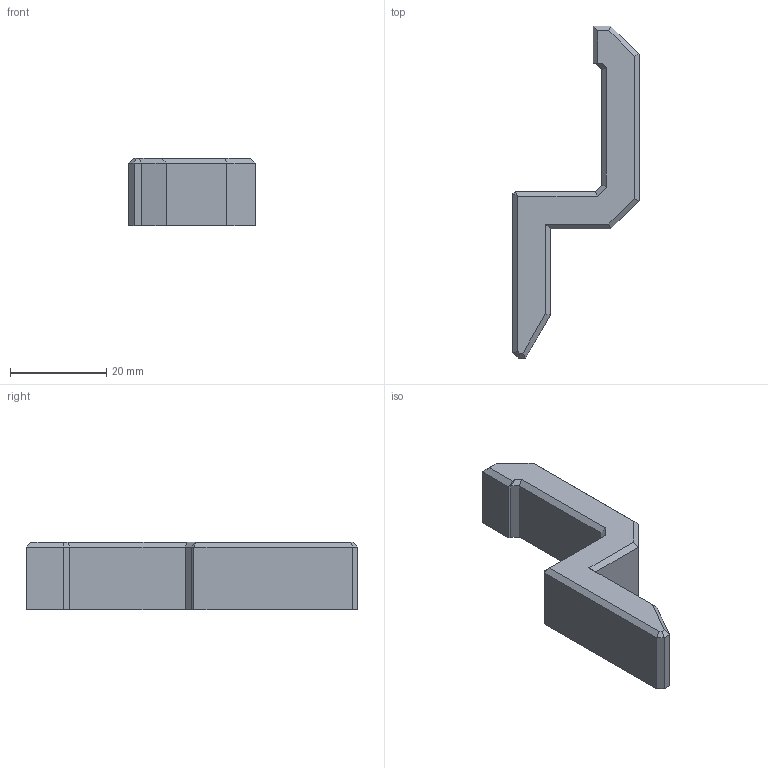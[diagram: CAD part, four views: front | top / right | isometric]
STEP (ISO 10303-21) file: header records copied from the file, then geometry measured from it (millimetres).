
FILE_DESCRIPTION(/* description */ ('KiCad electronic assembly','CAx-IF Rec.Pracs.---Representation and Presentation of Product Manufacturing Information (PMI)---4.0---2014-10-13'),/* implementation_level */ '2;1');
FILE_NAME(/* name */ 'MCU_cover_None.step',/* time_stamp */ '2025-02-16T11:37:59+02:00',/* author */ (''),/* organization */ (''),/* preprocessor_version */ 'ST-DEVELOPER v20',/* originating_system */ 'Autodesk Translation Framework v13.20.0.188',/* authorisation */ '');
FILE_SCHEMA (('AP242_MANAGED_MODEL_BASED_3D_ENGINEERING_MIM_LF { 1 0 10303 442 1 1 4 }'));
Length unit declared in the file: millimetre
Products named in the file (2): silakka54 1; silakka54_PCB
Assembly tree (1 placements, depth 2):
  silakka54 1
    silakka54_PCB
Bounding box: 26.29 x 69.04 x 14 mm (x, y, z)
Volume: 8650.2 mm3; surface area: 4002.1 mm2
Topology: 1 solids, 1 shells, 41 faces, 93 edges, 57 vertices
Faces by surface type: plane 38, cylinder 3
Full cylindrical faces by diameter (mm): 3.1 x3
Entity records: 1180 total; most frequent: CARTESIAN_POINT 194, DIRECTION 187, ORIENTED_EDGE 186, EDGE_CURVE 93, LINE 87, VECTOR 87, VERTEX_POINT 57, AXIS2_PLACEMENT_3D 50
